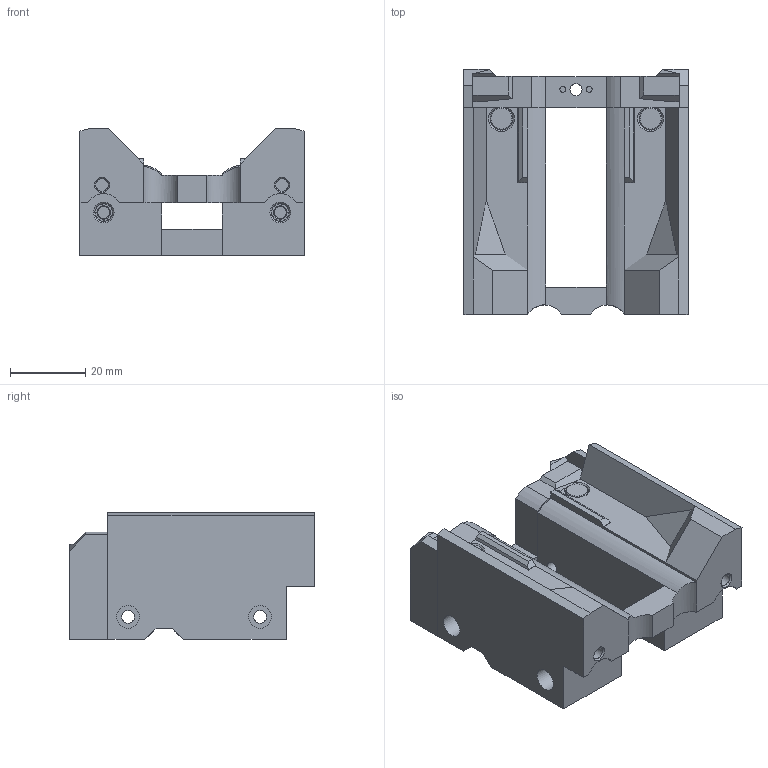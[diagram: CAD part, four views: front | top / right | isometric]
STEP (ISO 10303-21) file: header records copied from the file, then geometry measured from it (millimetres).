
FILE_DESCRIPTION(/* description */ (''),/* implementation_level */ '2;1');
FILE_NAME(/* name */ 'Base - Anthead.step',/* time_stamp */ '2025-11-08T14:51:33+11:00',/* author */ (''),/* organization */ (''),/* preprocessor_version */ 'ST-DEVELOPER v20.1',/* originating_system */ 'Autodesk Translation Framework v14.21.0.0',/* authorisation */ '');
FILE_SCHEMA (('AUTOMOTIVE_DESIGN { 1 0 10303 214 3 1 1 }'));
Length unit declared in the file: millimetre
Products named in the file (10): Dock; Back (1); Base (7); Link Inserts; Heat Inserts; M3 Threaded Insert (3) (8) (1); Anthead Magnets; 6x3mm Magnet (1); 6x3mm Magnet; M3 Threaded Insert (3) (8) (1)_1
Assembly tree (14 placements, depth 3):
  Dock
    Back (1)
    Base (7)
    Link Inserts
      M3 Threaded Insert (3) (8) (1)  x2
    Heat Inserts
      M3 Threaded Insert (3) (8) (1)  x4
    Anthead Magnets
      6x3mm Magnet (1)
      6x3mm Magnet
    M3 Threaded Insert (3) (8) (1)_1
Bounding box: 60 x 65.3 x 33.81 mm (x, y, z)
Volume: 65892.6 mm3; surface area: 23002.2 mm2
Topology: 11 solids, 11 shells, 1152 faces, 3227 edges, 2134 vertices
Faces by surface type: bspline 556, cylinder 260, plane 210, cone 126
Full cylindrical faces by diameter (mm): 1.6 x2, 3.2 x8, 3.3 x2, 3.4 x4, 4.1 x7, 4.25 x14, 4.7 x7, 6 x4, 6.1 x4
Entity records: 26646 total; most frequent: CARTESIAN_POINT 14397, ORIENTED_EDGE 2754, DIRECTION 2167, EDGE_CURVE 1377, VERTEX_POINT 904, AXIS2_PLACEMENT_3D 825, EDGE_LOOP 545, LINE 517
